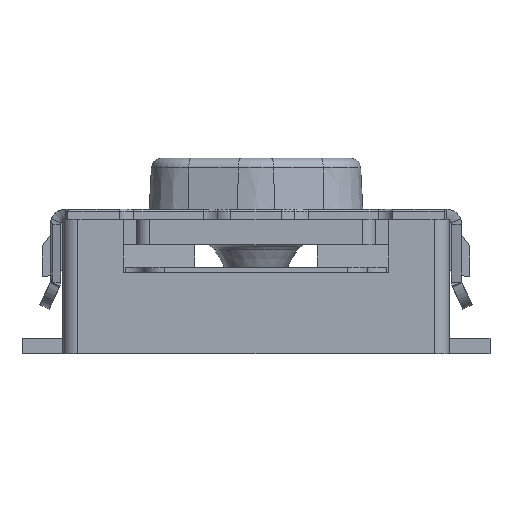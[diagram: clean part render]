
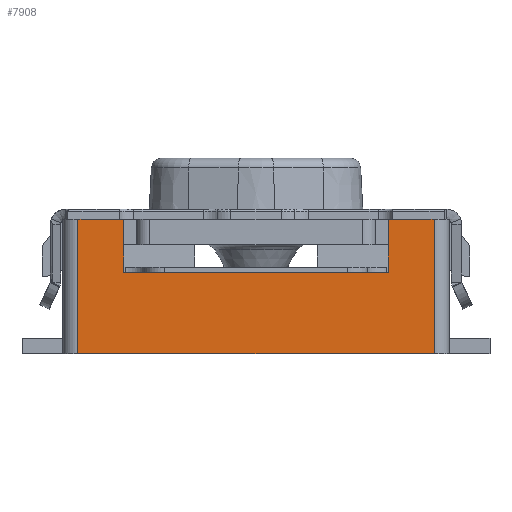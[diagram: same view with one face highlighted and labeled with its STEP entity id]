
A CAD part, front view. The second image highlights one B-rep face of the part: STEP entity #7908.
In plain terms, the highlighted face is planar.
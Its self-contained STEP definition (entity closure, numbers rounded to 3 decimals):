
#913=FACE_OUTER_BOUND('',#1361,.T.);
#1361=EDGE_LOOP('',(#6972,#6973,#6974,#6975,#6976,#6977,#6978,#6979));
#1821=LINE('',#13542,#2664);
#1824=LINE('',#13555,#2667);
#1852=LINE('',#13627,#2695);
#2002=LINE('',#13963,#2845);
#2040=LINE('',#14070,#2883);
#2112=LINE('',#14243,#2955);
#2235=LINE('',#14518,#3078);
#2236=LINE('',#14519,#3079);
#2664=VECTOR('',#9853,1000.);
#2667=VECTOR('',#9862,1000.);
#2695=VECTOR('',#9916,1000.);
#2845=VECTOR('',#10152,1000.);
#2883=VECTOR('',#10244,1000.);
#2955=VECTOR('',#10406,1000.);
#3078=VECTOR('',#10711,1000.);
#3079=VECTOR('',#10712,1000.);
#3498=VERTEX_POINT('',#13539);
#3499=VERTEX_POINT('',#13541);
#3505=VERTEX_POINT('',#13552);
#3506=VERTEX_POINT('',#13554);
#3537=VERTEX_POINT('',#13625);
#3680=VERTEX_POINT('',#13962);
#3722=VERTEX_POINT('',#14069);
#3778=VERTEX_POINT('',#14242);
#4453=EDGE_CURVE('',#3498,#3499,#1821,.T.);
#4458=EDGE_CURVE('',#3505,#3506,#1824,.T.);
#4493=EDGE_CURVE('',#3498,#3537,#1852,.T.);
#4656=EDGE_CURVE('',#3499,#3680,#2002,.T.);
#4708=EDGE_CURVE('',#3722,#3680,#2040,.T.);
#4795=EDGE_CURVE('',#3506,#3778,#2112,.T.);
#4950=EDGE_CURVE('',#3778,#3537,#2235,.T.);
#4951=EDGE_CURVE('',#3505,#3722,#2236,.T.);
#6972=ORIENTED_EDGE('',*,*,#4453,.F.);
#6973=ORIENTED_EDGE('',*,*,#4493,.T.);
#6974=ORIENTED_EDGE('',*,*,#4950,.F.);
#6975=ORIENTED_EDGE('',*,*,#4795,.F.);
#6976=ORIENTED_EDGE('',*,*,#4458,.F.);
#6977=ORIENTED_EDGE('',*,*,#4951,.T.);
#6978=ORIENTED_EDGE('',*,*,#4708,.T.);
#6979=ORIENTED_EDGE('',*,*,#4656,.F.);
#7489=PLANE('',#8631);
#7908=ADVANCED_FACE('',(#913),#7489,.T.);
#8631=AXIS2_PLACEMENT_3D('',#14517,#10709,#10710);
#9853=DIRECTION('',(1.,0.,0.));
#9862=DIRECTION('',(1.,0.,0.));
#9916=DIRECTION('',(0.,-1.,0.));
#10152=DIRECTION('',(0.,-1.,0.));
#10244=DIRECTION('',(1.,0.,0.));
#10406=DIRECTION('',(0.,-1.,0.));
#10709=DIRECTION('center_axis',(0.,0.,1.));
#10710=DIRECTION('ref_axis',(1.,0.,0.));
#10711=DIRECTION('',(1.,0.,0.));
#10712=DIRECTION('',(0.,-1.,0.));
#13539=CARTESIAN_POINT('',(1.3,1.32,1.4));
#13541=CARTESIAN_POINT('',(1.75,1.32,1.4));
#13542=CARTESIAN_POINT('',(1.3,1.32,1.4));
#13552=CARTESIAN_POINT('',(-1.75,1.32,1.4));
#13554=CARTESIAN_POINT('',(-1.3,1.32,1.4));
#13555=CARTESIAN_POINT('',(-1.75,1.32,1.4));
#13625=CARTESIAN_POINT('',(1.3,0.8,1.4));
#13627=CARTESIAN_POINT('',(1.3,1.32,1.4));
#13962=CARTESIAN_POINT('',(1.75,0.,1.4));
#13963=CARTESIAN_POINT('',(1.75,1.32,1.4));
#14069=CARTESIAN_POINT('',(-1.75,0.,1.4));
#14070=CARTESIAN_POINT('',(-1.75,0.,1.4));
#14242=CARTESIAN_POINT('',(-1.3,0.8,1.4));
#14243=CARTESIAN_POINT('',(-1.3,1.32,1.4));
#14517=CARTESIAN_POINT('Origin',(-1.9,0.,1.4));
#14518=CARTESIAN_POINT('',(-1.3,0.8,1.4));
#14519=CARTESIAN_POINT('',(-1.75,1.32,1.4));
